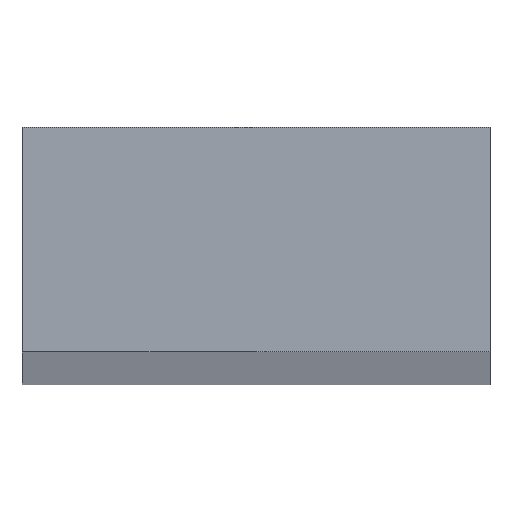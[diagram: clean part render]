
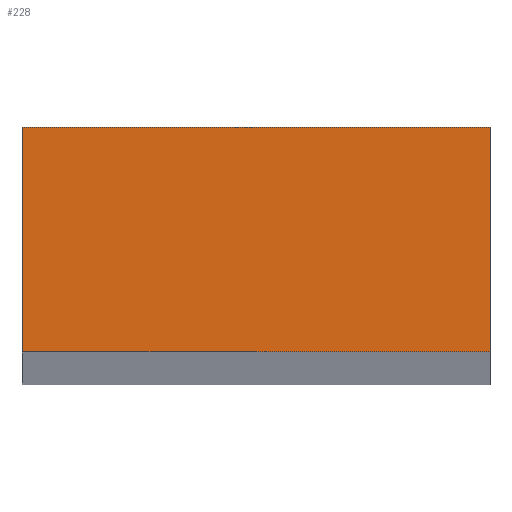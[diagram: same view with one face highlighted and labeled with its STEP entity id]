
A CAD part, top view. The second image highlights one B-rep face of the part: STEP entity #228.
In plain terms, the highlighted planar face has unit normal (0, 0, 1).
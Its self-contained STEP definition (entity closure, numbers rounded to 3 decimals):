
#4 = VERTEX_POINT ( 'NONE', #40 ) ;
#6 = VERTEX_POINT ( 'NONE', #42 ) ;
#8 = VERTEX_POINT ( 'NONE', #44 ) ;
#12 = EDGE_LOOP ( 'NONE', ( #38, #31, #25, #16 ) ) ;
#16 = ORIENTED_EDGE ( 'NONE', *, *, #206, .T. ) ;
#25 = ORIENTED_EDGE ( 'NONE', *, *, #196, .T. ) ;
#31 = ORIENTED_EDGE ( 'NONE', *, *, #209, .T. ) ;
#38 = ORIENTED_EDGE ( 'NONE', *, *, #216, .T. ) ;
#40 = CARTESIAN_POINT ( 'NONE',  ( -12.5, -6., 500. ) ) ;
#42 = CARTESIAN_POINT ( 'NONE',  ( -12.5, 6., 500. ) ) ;
#44 = CARTESIAN_POINT ( 'NONE',  ( 12.5, 6., 500. ) ) ;
#45 = CARTESIAN_POINT ( 'NONE',  ( 12.5, -6., 500. ) ) ;
#51 = LINE ( 'NONE', #52, #173 ) ;
#52 = CARTESIAN_POINT ( 'NONE',  ( 12.5, 6., 500. ) ) ;
#53 = DIRECTION ( 'NONE',  ( 0., 1., 0. ) ) ;
#57 = VERTEX_POINT ( 'NONE', #45 ) ;
#69 = LINE ( 'NONE', #77, #174 ) ;
#75 = DIRECTION ( 'NONE',  ( -1., 0., 0. ) ) ;
#77 = CARTESIAN_POINT ( 'NONE',  ( -12.5, 6., 500. ) ) ;
#78 = CARTESIAN_POINT ( 'NONE',  ( -12.5, -6., 500. ) ) ;
#80 = LINE ( 'NONE', #78, #186 ) ;
#81 = DIRECTION ( 'NONE',  ( 1., 0., 0. ) ) ;
#132 = PLANE ( 'NONE',  #189 ) ;
#133 = CARTESIAN_POINT ( 'NONE',  ( 0., 0., 500. ) ) ;
#134 = DIRECTION ( 'NONE',  ( 0., 0., 1. ) ) ;
#135 = DIRECTION ( 'NONE',  ( 1., 0., 0. ) ) ;
#143 = DIRECTION ( 'NONE',  ( 0., -1., 0. ) ) ;
#147 = LINE ( 'NONE', #148, #192 ) ;
#148 = CARTESIAN_POINT ( 'NONE',  ( -12.5, 6., 500. ) ) ;
#166 = FACE_OUTER_BOUND ( 'NONE', #12, .T. ) ;
#173 = VECTOR ( 'NONE', #53, 1000. ) ;
#174 = VECTOR ( 'NONE', #75, 1000. ) ;
#186 = VECTOR ( 'NONE', #81, 1000. ) ;
#189 = AXIS2_PLACEMENT_3D ( 'NONE', #133, #134, #135 ) ;
#192 = VECTOR ( 'NONE', #143, 1000. ) ;
#196 = EDGE_CURVE ( 'NONE', #57, #8, #51, .T. ) ;
#206 = EDGE_CURVE ( 'NONE', #8, #6, #69, .T. ) ;
#209 = EDGE_CURVE ( 'NONE', #4, #57, #80, .T. ) ;
#216 = EDGE_CURVE ( 'NONE', #6, #4, #147, .T. ) ;
#228 = ADVANCED_FACE ( 'NONE', ( #166 ), #132, .T. ) ;
